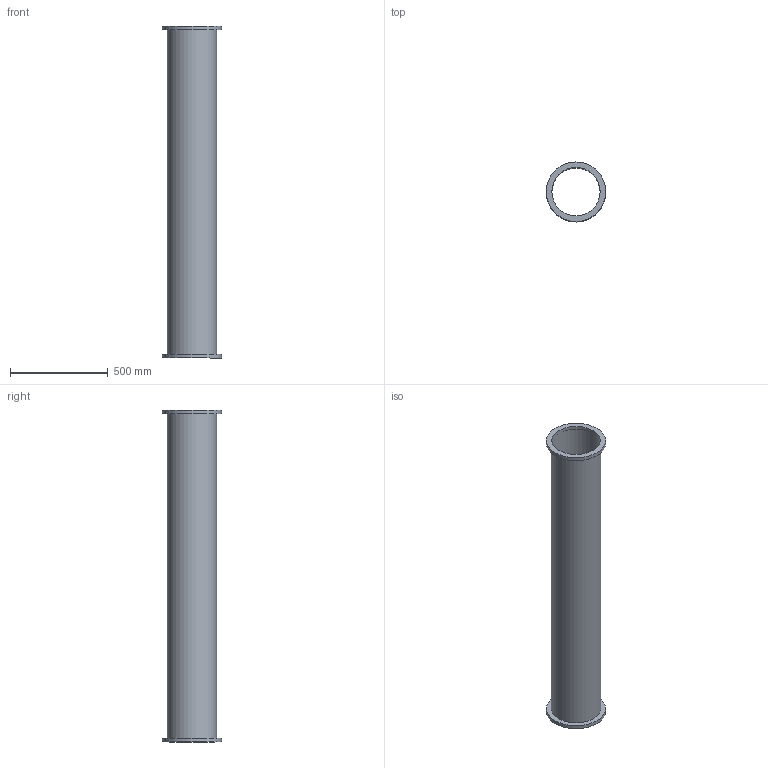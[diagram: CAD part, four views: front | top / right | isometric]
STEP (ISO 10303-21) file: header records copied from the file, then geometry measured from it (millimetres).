
FILE_DESCRIPTION(('FreeCAD Model'),'2;1');
FILE_NAME('beampipe.stp', '2019-05-21T16:07:02',('Author'),(''), 'Open CASCADE STEP processor 7.3','FreeCAD','Unknown');
FILE_SCHEMA(('AUTOMOTIVE_DESIGN { 1 0 10303 214 1 1 1 1 }'));
Length unit declared in the file: millimetre
Products named in the file (1): cryo_tube
Bounding box: 304.8 x 304.8 x 1700.02 mm (x, y, z)
Volume: 5102675.4 mm3; surface area: 2779465.3 mm2
Topology: 1 solids, 1 shells, 8 faces, 13 edges, 9 vertices
Faces by surface type: cylinder 4, plane 4
Full cylindrical faces by diameter (mm): 247.65 x1, 254 x1, 304.8 x2
Entity records: 390 total; most frequent: CARTESIAN_POINT 73, DIRECTION 60, ORIENTED_EDGE 26, PCURVE 26, DEFINITIONAL_REPRESENTATION 26, AXIS2_PLACEMENT_3D 18, LINE 17, VECTOR 17
